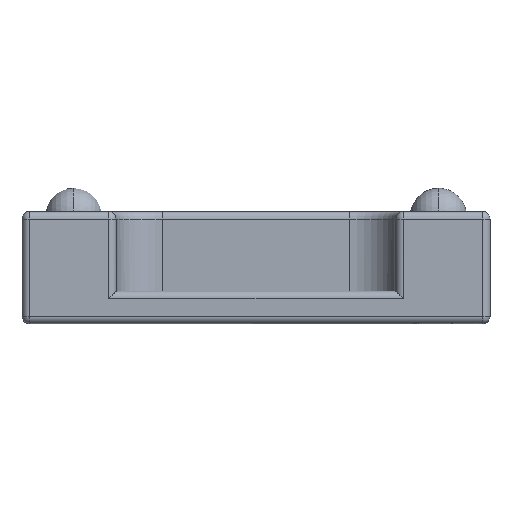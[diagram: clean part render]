
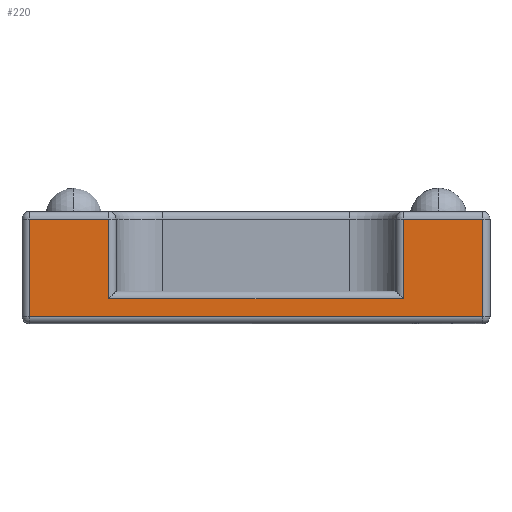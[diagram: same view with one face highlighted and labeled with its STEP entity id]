
A CAD part, left-side view. The second image highlights one B-rep face of the part: STEP entity #220.
In plain terms, the highlighted planar face has unit normal (-1, 0, 0).
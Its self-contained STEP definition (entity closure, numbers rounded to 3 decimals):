
#220 = ADVANCED_FACE ( 'NONE', ( #18809 ), #12980, .F. ) ;
#1107 = ORIENTED_EDGE ( 'NONE', *, *, #27467, .T. ) ;
#1403 = LINE ( 'NONE', #12131, #17831 ) ;
#2031 = CARTESIAN_POINT ( 'NONE',  ( -51.498, 6.807, -5.2 ) ) ;
#2192 = CARTESIAN_POINT ( 'NONE',  ( -51.498, 46.752, -3.3 ) ) ;
#2246 = DIRECTION ( 'NONE',  ( 0., 1., 0. ) ) ;
#2322 = EDGE_CURVE ( 'NONE', #11365, #32433, #7552, .T. ) ;
#3528 = CARTESIAN_POINT ( 'NONE',  ( -51.498, 6.807, 6. ) ) ;
#4892 = CARTESIAN_POINT ( 'NONE',  ( -51.498, 46.752, 5.2 ) ) ;
#4980 = VERTEX_POINT ( 'NONE', #2192 ) ;
#6455 = VECTOR ( 'NONE', #27944, 1000. ) ;
#6782 = AXIS2_PLACEMENT_3D ( 'NONE', #23763, #15466, #2246 ) ;
#7003 = EDGE_CURVE ( 'NONE', #28658, #28900, #22900, .T. ) ;
#7552 = LINE ( 'NONE', #13153, #12184 ) ;
#9037 = ORIENTED_EDGE ( 'NONE', *, *, #23538, .T. ) ;
#9140 = CARTESIAN_POINT ( 'NONE',  ( -51.498, 46.007, -3.3 ) ) ;
#9909 = ORIENTED_EDGE ( 'NONE', *, *, #7003, .T. ) ;
#10275 = VECTOR ( 'NONE', #14589, 1000. ) ;
#10898 = DIRECTION ( 'NONE',  ( 0., 0., 1. ) ) ;
#11365 = VERTEX_POINT ( 'NONE', #4892 ) ;
#12131 = CARTESIAN_POINT ( 'NONE',  ( -51.498, 15.263, 6. ) ) ;
#12184 = VECTOR ( 'NONE', #29107, 1000. ) ;
#12383 = CARTESIAN_POINT ( 'NONE',  ( -51.498, 55.207, -5.2 ) ) ;
#12798 = EDGE_CURVE ( 'NONE', #25002, #28658, #20133, .T. ) ;
#12980 = PLANE ( 'NONE',  #6782 ) ;
#13153 = CARTESIAN_POINT ( 'NONE',  ( -51.498, 56.007, 5.2 ) ) ;
#13702 = CARTESIAN_POINT ( 'NONE',  ( -51.498, 46.752, 6. ) ) ;
#14589 = DIRECTION ( 'NONE',  ( 0., 1., 0. ) ) ;
#15466 = DIRECTION ( 'NONE',  ( 1., 0., 0. ) ) ;
#15884 = CARTESIAN_POINT ( 'NONE',  ( -51.498, 55.207, 5.2 ) ) ;
#15998 = EDGE_CURVE ( 'NONE', #27703, #30880, #1403, .T. ) ;
#16582 = ORIENTED_EDGE ( 'NONE', *, *, #17631, .T. ) ;
#17255 = DIRECTION ( 'NONE',  ( 0., 0., 1. ) ) ;
#17631 = EDGE_CURVE ( 'NONE', #28900, #27703, #30056, .T. ) ;
#17831 = VECTOR ( 'NONE', #33721, 1000. ) ;
#17980 = ORIENTED_EDGE ( 'NONE', *, *, #2322, .T. ) ;
#18569 = CARTESIAN_POINT ( 'NONE',  ( -51.498, 16.007, 5.2 ) ) ;
#18809 = FACE_OUTER_BOUND ( 'NONE', #26322, .T. ) ;
#19758 = VECTOR ( 'NONE', #10898, 1000. ) ;
#20133 = LINE ( 'NONE', #30941, #6455 ) ;
#20972 = CARTESIAN_POINT ( 'NONE',  ( -51.498, 15.263, 5.2 ) ) ;
#22900 = LINE ( 'NONE', #3528, #30470 ) ;
#23538 = EDGE_CURVE ( 'NONE', #30880, #4980, #33357, .T. ) ;
#23763 = CARTESIAN_POINT ( 'NONE',  ( -51.498, 56.007, 6. ) ) ;
#23790 = ORIENTED_EDGE ( 'NONE', *, *, #15998, .T. ) ;
#25002 = VERTEX_POINT ( 'NONE', #12383 ) ;
#25144 = EDGE_CURVE ( 'NONE', #4980, #11365, #29656, .T. ) ;
#26322 = EDGE_LOOP ( 'NONE', ( #17980, #1107, #26481, #9909, #16582, #23790, #9037, #32818 ) ) ;
#26481 = ORIENTED_EDGE ( 'NONE', *, *, #12798, .T. ) ;
#26699 = DIRECTION ( 'NONE',  ( 0., 1., 0. ) ) ;
#26815 = VECTOR ( 'NONE', #26699, 1000. ) ;
#26824 = CARTESIAN_POINT ( 'NONE',  ( -51.498, 6.807, 5.2 ) ) ;
#27015 = DIRECTION ( 'NONE',  ( 0., 0., -1. ) ) ;
#27467 = EDGE_CURVE ( 'NONE', #32433, #25002, #29538, .T. ) ;
#27703 = VERTEX_POINT ( 'NONE', #20972 ) ;
#27944 = DIRECTION ( 'NONE',  ( 0., -1., 0. ) ) ;
#28658 = VERTEX_POINT ( 'NONE', #2031 ) ;
#28900 = VERTEX_POINT ( 'NONE', #26824 ) ;
#29107 = DIRECTION ( 'NONE',  ( 0., 1., 0. ) ) ;
#29538 = LINE ( 'NONE', #32513, #33394 ) ;
#29656 = LINE ( 'NONE', #13702, #19758 ) ;
#30056 = LINE ( 'NONE', #18569, #26815 ) ;
#30470 = VECTOR ( 'NONE', #17255, 1000. ) ;
#30880 = VERTEX_POINT ( 'NONE', #34854 ) ;
#30941 = CARTESIAN_POINT ( 'NONE',  ( -51.498, 56.007, -5.2 ) ) ;
#32433 = VERTEX_POINT ( 'NONE', #15884 ) ;
#32513 = CARTESIAN_POINT ( 'NONE',  ( -51.498, 55.207, 6. ) ) ;
#32818 = ORIENTED_EDGE ( 'NONE', *, *, #25144, .T. ) ;
#33357 = LINE ( 'NONE', #9140, #10275 ) ;
#33394 = VECTOR ( 'NONE', #27015, 1000. ) ;
#33721 = DIRECTION ( 'NONE',  ( 0., 0., -1. ) ) ;
#34854 = CARTESIAN_POINT ( 'NONE',  ( -51.498, 15.263, -3.3 ) ) ;
